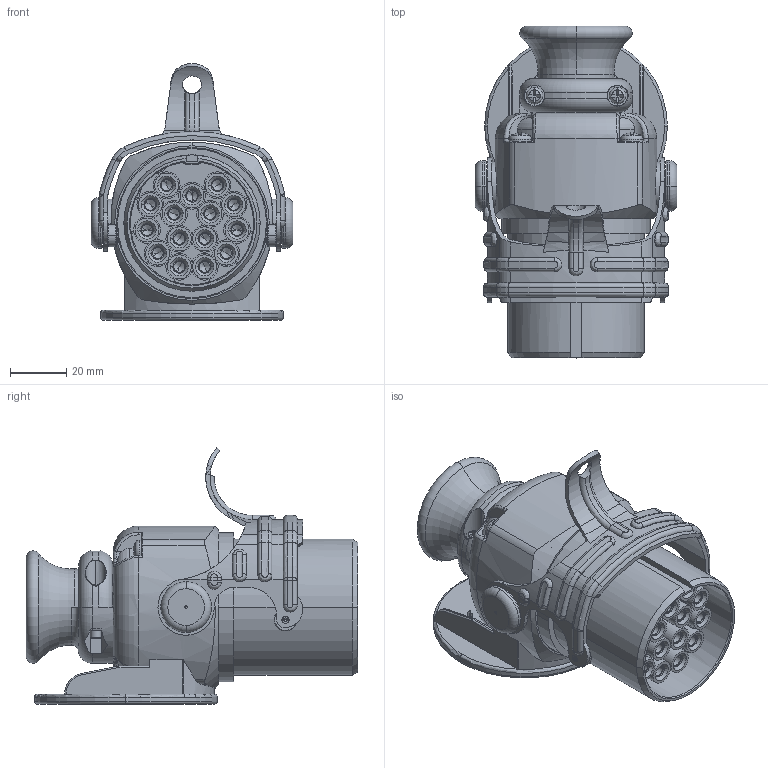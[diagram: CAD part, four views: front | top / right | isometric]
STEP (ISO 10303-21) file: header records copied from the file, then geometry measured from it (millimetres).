
FILE_DESCRIPTION((''),'2;1');
FILE_NAME('T241025_SW0001','2021-06-17T08:41:16',('teru'),(''),'CREO PARAMETRIC BY PTC INC, 2017380','CREO PARAMETRIC BY PTC INC, 2017380','');
FILE_SCHEMA(('CONFIG_CONTROL_DESIGN'));
Length unit declared in the file: millimetre
Products named in the file (1): T241025_SW0001
Bounding box: 71.8 x 118 x 91.31 mm (x, y, z)
Volume: 196042.6 mm3; surface area: 80824.5 mm2
Topology: 2 solids, 44 shells, 1623 faces, 4045 edges, 2500 vertices
Faces by surface type: plane 677, cylinder 574, cone 168, torus 130, bspline 58, sphere 14, extrusion 2
Entity records: 58511 total; most frequent: CARTESIAN_POINT 19939, DIRECTION 8299, ORIENTED_EDGE 7962, EDGE_CURVE 3981, AXIS2_PLACEMENT_3D 3230, VERTEX_POINT 2501, VECTOR 1839, LINE 1837
